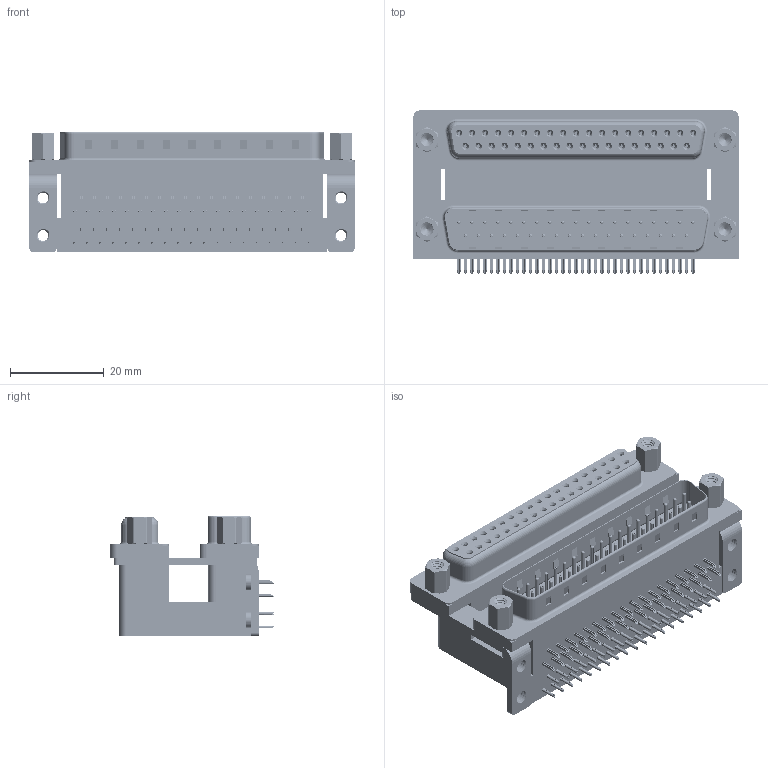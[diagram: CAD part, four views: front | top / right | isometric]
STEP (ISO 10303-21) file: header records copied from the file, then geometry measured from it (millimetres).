
FILE_DESCRIPTION (( 'STEP AP203' ), '1' );
FILE_NAME ('664-037-264-056.STEP', '2022-06-20T19:20:20', ( '' ), ( '' ), 'SwSTEP 2.0', 'SolidWorks 2020', '' );
FILE_SCHEMA (( 'CONFIG_CONTROL_DESIGN' ));
Length unit declared in the file: millimetre
Products named in the file (14): 664 Housing Lower_37 Contacts; 664 4-40 Hex Standoff 5; 664 4-40 Threaded Board Mount; 664 Contact Bottom Upper_M; 664 Housing Spacer_37 Contacts M; 664 Shell Receptacle_37 Contacts; 664 Housing Upper_37 Contacts M; 664 Threaded Rivet_4-40; 664 Mounting Bracket_ThruM; 664 Contact Top Upper_M; 664 Contact Bottom Lower; 664 Contact Top Lower; 664-037-264-056; 664 Shell Plug_37 Contacts
Assembly tree (93 placements, depth 2):
  664-037-264-056
    664 Housing Lower_37 Contacts
    664 Housing Spacer_37 Contacts M
    664 Housing Upper_37 Contacts M
    664 Shell Plug_37 Contacts
    664 Shell Receptacle_37 Contacts
    664 Contact Bottom Lower  x18
    664 Contact Top Lower  x19
    664 Contact Bottom Upper_M  x18
    664 Contact Top Upper_M  x19
    664 Mounting Bracket_ThruM  x2
    664 4-40 Threaded Board Mount  x4
    664 Threaded Rivet_4-40  x4
    664 4-40 Hex Standoff 5  x4
Bounding box: 69.32 x 34.78 x 25.6 mm (x, y, z)
Volume: 31567.3 mm3; surface area: 33866.2 mm2
Topology: 93 solids, 93 shells, 9337 faces, 24065 edges, 15037 vertices
Faces by surface type: plane 4797, cylinder 2397, bspline 1308, cone 544, torus 291
Entity records: 74794 total; most frequent: CARTESIAN_POINT 20473, ORIENTED_EDGE 10542, DIRECTION 10052, EDGE_CURVE 5271, LINE 3860, VECTOR 3860, VERTEX_POINT 3399, AXIS2_PLACEMENT_3D 3096
